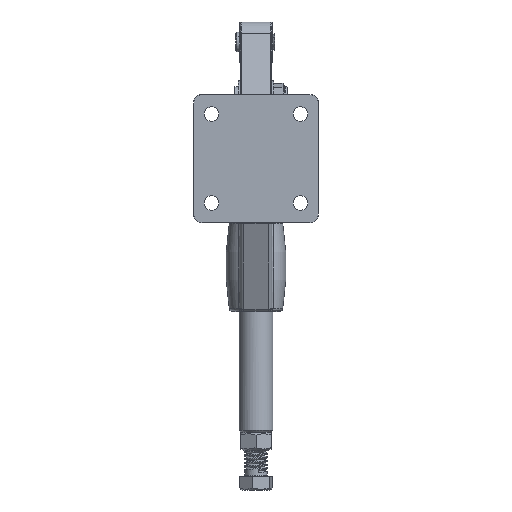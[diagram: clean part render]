
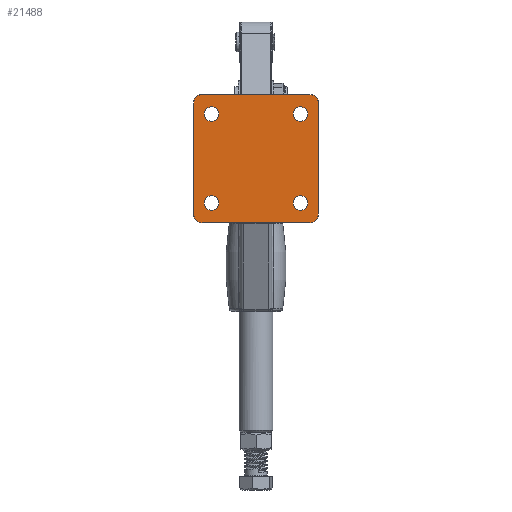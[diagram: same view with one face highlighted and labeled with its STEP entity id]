
A CAD part, front view. The second image highlights one B-rep face of the part: STEP entity #21488.
In plain terms, the highlighted planar face has unit normal (0, -1, 0).
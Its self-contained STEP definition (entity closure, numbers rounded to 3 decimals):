
#8548 = CARTESIAN_POINT ( 'NONE',  ( 25.4, 1.6, 57.85 ) ) ;
#8565 = CARTESIAN_POINT ( 'NONE',  ( 25.4, 1.6, 15.35 ) ) ;
#8566 = CARTESIAN_POINT ( 'NONE',  ( 25.4, 1.6, 7.05 ) ) ;
#8567 = DIRECTION ( 'NONE',  ( 0., 0., 1. ) ) ;
#8568 = DIRECTION ( 'NONE',  ( 0., 1., 0. ) ) ;
#8569 = CARTESIAN_POINT ( 'NONE',  ( 25.4, 1.6, 11.2 ) ) ;
#8570 = AXIS2_PLACEMENT_3D ( 'NONE', #8569, #8568, #8567 ) ;
#8571 = CIRCLE ( 'NONE', #8570, 4.15 ) ;
#8625 = CARTESIAN_POINT ( 'NONE',  ( -25.4, 1.6, 66.15 ) ) ;
#8654 = CARTESIAN_POINT ( 'NONE',  ( -25.4, 1.6, 15.35 ) ) ;
#8655 = CARTESIAN_POINT ( 'NONE',  ( -25.4, 1.6, 7.05 ) ) ;
#8656 = DIRECTION ( 'NONE',  ( 0., 0., 1. ) ) ;
#8657 = DIRECTION ( 'NONE',  ( 0., 1., 0. ) ) ;
#8658 = CARTESIAN_POINT ( 'NONE',  ( -25.4, 1.6, 11.2 ) ) ;
#8659 = AXIS2_PLACEMENT_3D ( 'NONE', #8658, #8657, #8656 ) ;
#8660 = CIRCLE ( 'NONE', #8659, 4.15 ) ;
#8685 = CARTESIAN_POINT ( 'NONE',  ( 25.4, 1.6, 66.15 ) ) ;
#8686 = DIRECTION ( 'NONE',  ( 0., 0., 1. ) ) ;
#8687 = DIRECTION ( 'NONE',  ( 0., 1., 0. ) ) ;
#8688 = CARTESIAN_POINT ( 'NONE',  ( 25.4, 1.6, 62. ) ) ;
#8689 = AXIS2_PLACEMENT_3D ( 'NONE', #8688, #8687, #8686 ) ;
#8690 = CIRCLE ( 'NONE', #8689, 4.15 ) ;
#8691 = CARTESIAN_POINT ( 'NONE',  ( -25.4, 1.6, 57.85 ) ) ;
#8692 = DIRECTION ( 'NONE',  ( 0., 0., 1. ) ) ;
#8693 = DIRECTION ( 'NONE',  ( 0., 1., 0. ) ) ;
#8694 = CARTESIAN_POINT ( 'NONE',  ( -25.4, 1.6, 62. ) ) ;
#8695 = AXIS2_PLACEMENT_3D ( 'NONE', #8694, #8693, #8692 ) ;
#8700 = CIRCLE ( 'NONE', #8695, 4.15 ) ;
#9110 = DIRECTION ( 'NONE',  ( 0., 0., 1. ) ) ;
#9111 = DIRECTION ( 'NONE',  ( 0., 1., 0. ) ) ;
#9112 = CARTESIAN_POINT ( 'NONE',  ( -35.7, 1.6, 73.2 ) ) ;
#9113 = AXIS2_PLACEMENT_3D ( 'NONE', #9112, #9111, #9110 ) ;
#9114 = PLANE ( 'NONE',  #9113 ) ;
#9115 = FACE_OUTER_BOUND ( 'NONE', #21609, .T. ) ;
#9116 = FACE_BOUND ( 'NONE', #21606, .T. ) ;
#9117 = FACE_BOUND ( 'NONE', #21601, .T. ) ;
#9118 = FACE_BOUND ( 'NONE', #21494, .T. ) ;
#9119 = FACE_BOUND ( 'NONE', #21489, .T. ) ;
#9143 = DIRECTION ( 'NONE',  ( 0., 0., 1. ) ) ;
#9144 = DIRECTION ( 'NONE',  ( 0., 1., 0. ) ) ;
#9145 = CARTESIAN_POINT ( 'NONE',  ( -25.4, 1.6, 62. ) ) ;
#9146 = AXIS2_PLACEMENT_3D ( 'NONE', #9145, #9144, #9143 ) ;
#9151 = CIRCLE ( 'NONE', #9146, 4.15 ) ;
#9159 = DIRECTION ( 'NONE',  ( 0., 0., 1. ) ) ;
#9160 = DIRECTION ( 'NONE',  ( 0., 1., 0. ) ) ;
#9161 = CARTESIAN_POINT ( 'NONE',  ( 25.4, 1.6, 62. ) ) ;
#9162 = AXIS2_PLACEMENT_3D ( 'NONE', #9161, #9160, #9159 ) ;
#9163 = CIRCLE ( 'NONE', #9162, 4.15 ) ;
#9187 = DIRECTION ( 'NONE',  ( 0., 0., 1. ) ) ;
#9188 = DIRECTION ( 'NONE',  ( 0., 1., 0. ) ) ;
#9189 = CARTESIAN_POINT ( 'NONE',  ( -25.4, 1.6, 11.2 ) ) ;
#9190 = AXIS2_PLACEMENT_3D ( 'NONE', #9189, #9188, #9187 ) ;
#9191 = CIRCLE ( 'NONE', #9190, 4.15 ) ;
#9196 = CARTESIAN_POINT ( 'NONE',  ( -30.7, 1.6, 73.2 ) ) ;
#9197 = CIRCLE ( 'NONE', #9263, 5. ) ;
#9198 = DIRECTION ( 'NONE',  ( 1., 0., 0. ) ) ;
#9199 = VECTOR ( 'NONE', #9198, 1000. ) ;
#9200 = CARTESIAN_POINT ( 'NONE',  ( -35.7, 1.6, 73.2 ) ) ;
#9201 = LINE ( 'NONE', #9200, #9199 ) ;
#9202 = CARTESIAN_POINT ( 'NONE',  ( 30.7, 1.6, 73.2 ) ) ;
#9203 = DIRECTION ( 'NONE',  ( 0., 0., 1. ) ) ;
#9204 = DIRECTION ( 'NONE',  ( 0., -1., 0. ) ) ;
#9205 = CARTESIAN_POINT ( 'NONE',  ( 30.7, 1.6, 68.2 ) ) ;
#9206 = AXIS2_PLACEMENT_3D ( 'NONE', #9205, #9204, #9203 ) ;
#9207 = CIRCLE ( 'NONE', #9206, 5. ) ;
#9208 = CARTESIAN_POINT ( 'NONE',  ( 35.7, 1.6, 68.2 ) ) ;
#9209 = DIRECTION ( 'NONE',  ( 0., 0., -1. ) ) ;
#9210 = VECTOR ( 'NONE', #9209, 1000. ) ;
#9211 = CARTESIAN_POINT ( 'NONE',  ( 35.7, 1.6, 73.2 ) ) ;
#9215 = LINE ( 'NONE', #9211, #9210 ) ;
#9237 = DIRECTION ( 'NONE',  ( 0., 0., 1. ) ) ;
#9238 = DIRECTION ( 'NONE',  ( 0., 1., 0. ) ) ;
#9239 = CARTESIAN_POINT ( 'NONE',  ( 25.4, 1.6, 11.2 ) ) ;
#9240 = AXIS2_PLACEMENT_3D ( 'NONE', #9239, #9238, #9237 ) ;
#9241 = CIRCLE ( 'NONE', #9240, 4.15 ) ;
#9242 = CARTESIAN_POINT ( 'NONE',  ( 35.7, 1.6, 5. ) ) ;
#9243 = DIRECTION ( 'NONE',  ( 0., 0., 1. ) ) ;
#9244 = DIRECTION ( 'NONE',  ( 0., -1., 0. ) ) ;
#9245 = CARTESIAN_POINT ( 'NONE',  ( 30.7, 1.6, 5. ) ) ;
#9246 = AXIS2_PLACEMENT_3D ( 'NONE', #9245, #9244, #9243 ) ;
#9247 = CIRCLE ( 'NONE', #9246, 5. ) ;
#9248 = CARTESIAN_POINT ( 'NONE',  ( 30.7, 1.6, 0. ) ) ;
#9249 = CARTESIAN_POINT ( 'NONE',  ( -30.7, 1.6, 0. ) ) ;
#9250 = DIRECTION ( 'NONE',  ( 1., 0., 0. ) ) ;
#9251 = VECTOR ( 'NONE', #9250, 1000. ) ;
#9252 = CARTESIAN_POINT ( 'NONE',  ( -35.7, 1.6, 0. ) ) ;
#9253 = LINE ( 'NONE', #9252, #9251 ) ;
#9254 = CARTESIAN_POINT ( 'NONE',  ( -35.7, 1.6, 5. ) ) ;
#9255 = DIRECTION ( 'NONE',  ( 0., 0., -1. ) ) ;
#9256 = VECTOR ( 'NONE', #9255, 1000. ) ;
#9257 = CARTESIAN_POINT ( 'NONE',  ( -35.7, 1.6, 73.2 ) ) ;
#9258 = LINE ( 'NONE', #9257, #9256 ) ;
#9259 = CARTESIAN_POINT ( 'NONE',  ( -35.7, 1.6, 68.2 ) ) ;
#9260 = DIRECTION ( 'NONE',  ( 0., 0., 1. ) ) ;
#9261 = DIRECTION ( 'NONE',  ( 0., -1., 0. ) ) ;
#9262 = CARTESIAN_POINT ( 'NONE',  ( -30.7, 1.6, 68.2 ) ) ;
#9263 = AXIS2_PLACEMENT_3D ( 'NONE', #9262, #9261, #9260 ) ;
#9318 = DIRECTION ( 'NONE',  ( 0., 0., 1. ) ) ;
#9319 = DIRECTION ( 'NONE',  ( 0., -1., 0. ) ) ;
#9320 = CARTESIAN_POINT ( 'NONE',  ( -30.7, 1.6, 5. ) ) ;
#9321 = AXIS2_PLACEMENT_3D ( 'NONE', #9320, #9319, #9318 ) ;
#9322 = CIRCLE ( 'NONE', #9321, 5. ) ;
#20444 = ORIENTED_EDGE ( 'NONE', *, *, #21575, .F. ) ;
#20975 = EDGE_CURVE ( 'NONE', #20976, #20977, #8571, .T. ) ;
#20976 = VERTEX_POINT ( 'NONE', #8566 ) ;
#20977 = VERTEX_POINT ( 'NONE', #8565 ) ;
#20997 = VERTEX_POINT ( 'NONE', #8548 ) ;
#21039 = VERTEX_POINT ( 'NONE', #8625 ) ;
#21066 = EDGE_CURVE ( 'NONE', #21067, #21068, #8660, .T. ) ;
#21067 = VERTEX_POINT ( 'NONE', #8655 ) ;
#21068 = VERTEX_POINT ( 'NONE', #8654 ) ;
#21090 = EDGE_CURVE ( 'NONE', #21093, #21039, #8700, .T. ) ;
#21093 = VERTEX_POINT ( 'NONE', #8691 ) ;
#21095 = EDGE_CURVE ( 'NONE', #20997, #21096, #8690, .T. ) ;
#21096 = VERTEX_POINT ( 'NONE', #8685 ) ;
#21488 = ADVANCED_FACE ( 'NONE', ( #9119, #9118, #9117, #9116, #9115 ), #9114, .F. ) ;
#21489 = EDGE_LOOP ( 'NONE', ( #21490, #21491 ) ) ;
#21490 = ORIENTED_EDGE ( 'NONE', *, *, #21624, .T. ) ;
#21491 = ORIENTED_EDGE ( 'NONE', *, *, #20975, .T. ) ;
#21494 = EDGE_LOOP ( 'NONE', ( #21496, #21498 ) ) ;
#21496 = ORIENTED_EDGE ( 'NONE', *, *, #21510, .T. ) ;
#21498 = ORIENTED_EDGE ( 'NONE', *, *, #21095, .T. ) ;
#21510 = EDGE_CURVE ( 'NONE', #21096, #20997, #9163, .T. ) ;
#21528 = EDGE_CURVE ( 'NONE', #21039, #21093, #9151, .T. ) ;
#21543 = EDGE_CURVE ( 'NONE', #21068, #21067, #9191, .T. ) ;
#21575 = EDGE_CURVE ( 'NONE', #21577, #21622, #9215, .T. ) ;
#21577 = VERTEX_POINT ( 'NONE', #9208 ) ;
#21578 = ORIENTED_EDGE ( 'NONE', *, *, #21579, .T. ) ;
#21579 = EDGE_CURVE ( 'NONE', #21577, #21580, #9207, .T. ) ;
#21580 = VERTEX_POINT ( 'NONE', #9202 ) ;
#21582 = ORIENTED_EDGE ( 'NONE', *, *, #21584, .F. ) ;
#21584 = EDGE_CURVE ( 'NONE', #21587, #21580, #9201, .T. ) ;
#21587 = VERTEX_POINT ( 'NONE', #9196 ) ;
#21589 = ORIENTED_EDGE ( 'NONE', *, *, #21591, .T. ) ;
#21591 = EDGE_CURVE ( 'NONE', #21587, #21592, #9197, .T. ) ;
#21592 = VERTEX_POINT ( 'NONE', #9259 ) ;
#21593 = ORIENTED_EDGE ( 'NONE', *, *, #21594, .T. ) ;
#21594 = EDGE_CURVE ( 'NONE', #21592, #21596, #9258, .T. ) ;
#21596 = VERTEX_POINT ( 'NONE', #9254 ) ;
#21597 = ORIENTED_EDGE ( 'NONE', *, *, #21698, .T. ) ;
#21601 = EDGE_LOOP ( 'NONE', ( #21603, #21605 ) ) ;
#21603 = ORIENTED_EDGE ( 'NONE', *, *, #21528, .T. ) ;
#21605 = ORIENTED_EDGE ( 'NONE', *, *, #21090, .T. ) ;
#21606 = EDGE_LOOP ( 'NONE', ( #21607, #21608 ) ) ;
#21607 = ORIENTED_EDGE ( 'NONE', *, *, #21543, .T. ) ;
#21608 = ORIENTED_EDGE ( 'NONE', *, *, #21066, .T. ) ;
#21609 = EDGE_LOOP ( 'NONE', ( #21611, #21620, #20444, #21578, #21582, #21589, #21593, #21597 ) ) ;
#21611 = ORIENTED_EDGE ( 'NONE', *, *, #21613, .T. ) ;
#21613 = EDGE_CURVE ( 'NONE', #21616, #21618, #9253, .T. ) ;
#21616 = VERTEX_POINT ( 'NONE', #9249 ) ;
#21618 = VERTEX_POINT ( 'NONE', #9248 ) ;
#21620 = ORIENTED_EDGE ( 'NONE', *, *, #21621, .T. ) ;
#21621 = EDGE_CURVE ( 'NONE', #21618, #21622, #9247, .T. ) ;
#21622 = VERTEX_POINT ( 'NONE', #9242 ) ;
#21624 = EDGE_CURVE ( 'NONE', #20977, #20976, #9241, .T. ) ;
#21698 = EDGE_CURVE ( 'NONE', #21596, #21616, #9322, .T. ) ;
